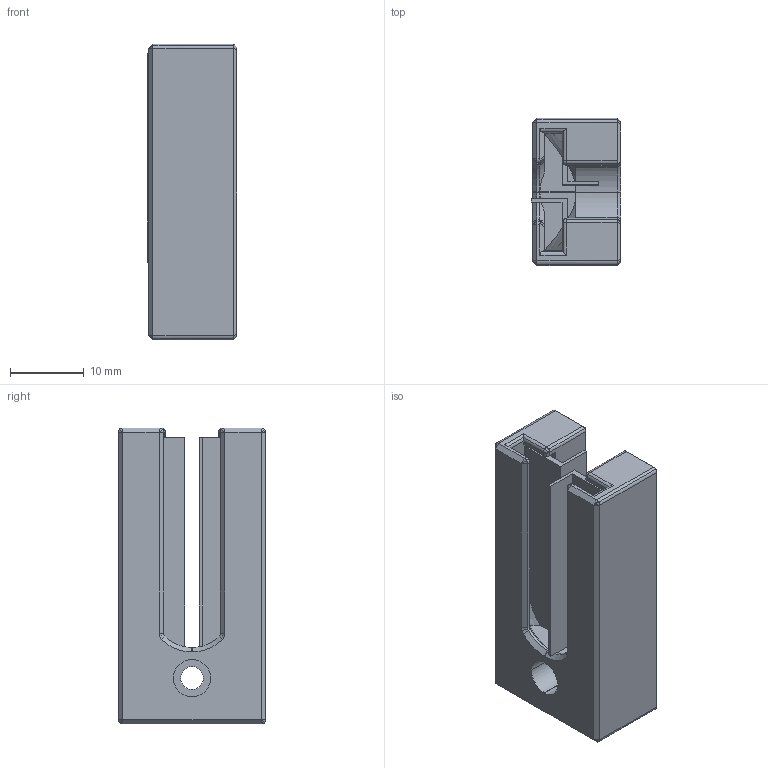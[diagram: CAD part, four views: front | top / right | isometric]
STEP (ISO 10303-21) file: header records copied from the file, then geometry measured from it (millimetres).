
FILE_DESCRIPTION(('STEP AP214'),'1');
FILE_NAME('CleanDock.stp','2022-05-13T14:21:36',(' '),(' '),'Spatial InterOp 3D',' ',' ');
FILE_SCHEMA(('automotive_design'));
Length unit declared in the file: inch
Products named in the file (3): 1; 2; 3
Bounding box: 12.2 x 20 x 40.18 mm (x, y, z)
Volume: 6231.3 mm3; surface area: 5113.6 mm2
Topology: 3 solids, 3 shells, 171 faces, 430 edges, 253 vertices
Faces by surface type: plane 70, cylinder 63, cone 34, sphere 4
Entity records: 6430 total; most frequent: CARTESIAN_POINT 923, DIRECTION 898, ORIENTED_EDGE 834, EDGE_CURVE 417, AXIS2_PLACEMENT_3D 327, VERTEX_POINT 253, LINE 244, VECTOR 244
